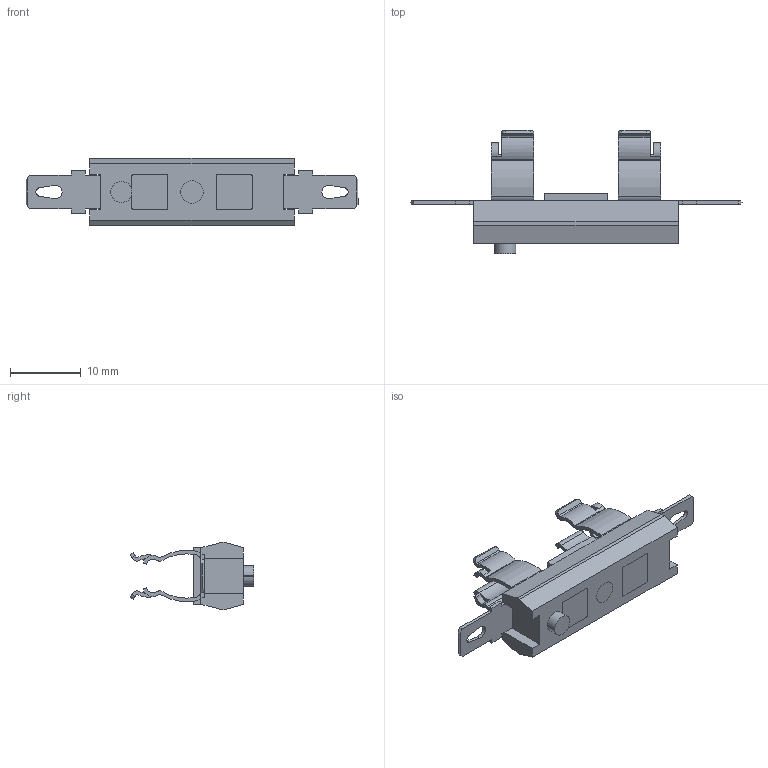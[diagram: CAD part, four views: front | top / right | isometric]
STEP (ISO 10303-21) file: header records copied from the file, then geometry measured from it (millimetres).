
FILE_DESCRIPTION((''),'1');
FILE_NAME('1','2001-05-15T',('jlue'),(''),'PRO/ENGINEER BY PARAMETRIC TECHNOLOGY CORPORATION, 9846','PRO/ENGINEER BY PARAMETRIC TECHNOLOGY CORPORATION, 9846','');
FILE_SCHEMA(('CONFIG_CONTROL_DESIGN'));
Length unit declared in the file: millimetre
Products named in the file (1): 1
Bounding box: 47 x 17.5 x 9.5 mm (x, y, z)
Surface area: 2179.2 mm2 (no closed solid volume)
Topology: 0 solids, 0 shells, 218 faces, 1201 edges, 1205 vertices
Faces by surface type: plane 136, cylinder 82
Entity records: 6047 total; most frequent: DIRECTION 1229, COMPOSITE_CURVE_SEGMENT 1218, CARTESIAN_POINT 831, TRIMMED_CURVE 613, VECTOR 433, LINE 433, AXIS2_PLACEMENT_3D 398, CURVE_BOUNDED_SURFACE 218
